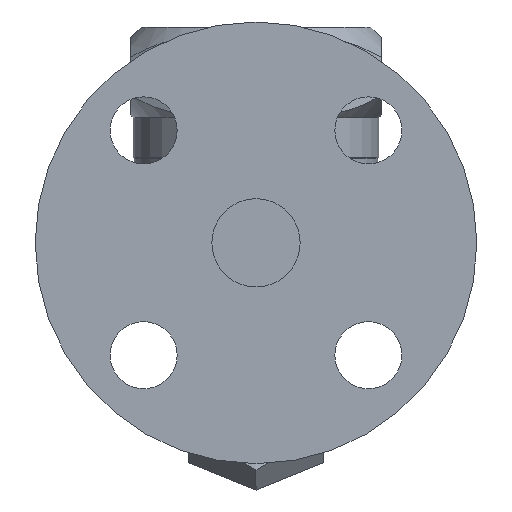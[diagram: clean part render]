
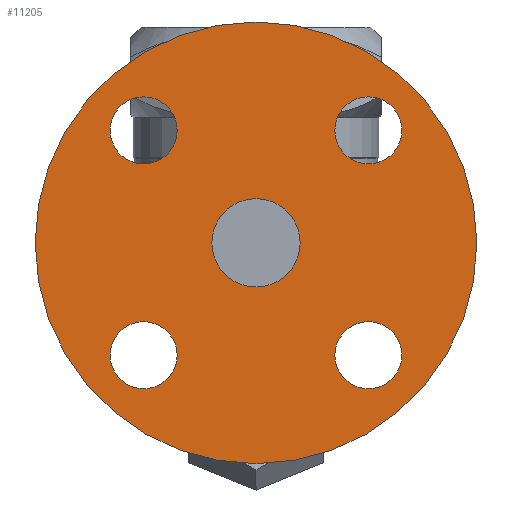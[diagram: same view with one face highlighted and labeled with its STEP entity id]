
A CAD part, left-side view. The second image highlights one B-rep face of the part: STEP entity #11205.
In plain terms, the highlighted planar face has unit normal (-1, 0, 0).
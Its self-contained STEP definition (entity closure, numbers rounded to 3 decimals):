
#105=CARTESIAN_POINT('',(-107.5,0.,-36.5));
#106=VERTEX_POINT('',#105);
#107=CARTESIAN_POINT('',(-107.5,0.0,-24.));
#108=DIRECTION('',(1.0,0.0,0.0));
#109=DIRECTION('',(0.0,0.0,1.0));
#110=AXIS2_PLACEMENT_3D('',#107,#108,#109);
#111=CIRCLE('',#110,12.5);
#112=EDGE_CURVE('',#106,#106,#111,.T.);
#244=CARTESIAN_POINT('',(-107.5,0.,-86.5));
#245=VERTEX_POINT('',#244);
#246=CARTESIAN_POINT('',(-107.5,0.0,-24.));
#247=DIRECTION('',(-1.0,0.0,0.0));
#248=DIRECTION('',(0.0,0.0,1.0));
#249=AXIS2_PLACEMENT_3D('',#246,#247,#248);
#250=CIRCLE('',#249,62.5);
#251=EDGE_CURVE('',#245,#245,#250,.T.);
#267=CARTESIAN_POINT('',(-107.5,-22.32,-55.82));
#268=VERTEX_POINT('',#267);
#269=CARTESIAN_POINT('',(-107.5,-31.82,-55.82));
#270=DIRECTION('',(1.0,0.0,0.0));
#271=DIRECTION('',(0.0,1.0,0.0));
#272=AXIS2_PLACEMENT_3D('',#269,#270,#271);
#273=CIRCLE('',#272,9.5);
#274=EDGE_CURVE('',#268,#268,#273,.T.);
#287=CARTESIAN_POINT('',(-107.5,31.82,-46.32));
#288=VERTEX_POINT('',#287);
#289=CARTESIAN_POINT('',(-107.5,31.82,-55.82));
#290=DIRECTION('',(1.0,0.0,0.0));
#291=DIRECTION('',(0.0,0.0,1.0));
#292=AXIS2_PLACEMENT_3D('',#289,#290,#291);
#293=CIRCLE('',#292,9.5);
#294=EDGE_CURVE('',#288,#288,#293,.T.);
#307=CARTESIAN_POINT('',(-107.5,22.32,7.82));
#308=VERTEX_POINT('',#307);
#309=CARTESIAN_POINT('',(-107.5,31.82,7.82));
#310=DIRECTION('',(1.0,0.0,0.0));
#311=DIRECTION('',(0.0,-1.0,0.0));
#312=AXIS2_PLACEMENT_3D('',#309,#310,#311);
#313=CIRCLE('',#312,9.5);
#314=EDGE_CURVE('',#308,#308,#313,.T.);
#327=CARTESIAN_POINT('',(-107.5,-31.82,-1.68));
#328=VERTEX_POINT('',#327);
#329=CARTESIAN_POINT('',(-107.5,-31.82,7.82));
#330=DIRECTION('',(1.0,0.0,0.0));
#331=DIRECTION('',(0.0,0.0,-1.0));
#332=AXIS2_PLACEMENT_3D('',#329,#330,#331);
#333=CIRCLE('',#332,9.5);
#334=EDGE_CURVE('',#328,#328,#333,.T.);
#11182=CARTESIAN_POINT('',(-107.5,0.0,-36.75));
#11183=DIRECTION('',(-1.0,0.0,0.0));
#11184=DIRECTION('',(0.0,0.0,1.0));
#11185=AXIS2_PLACEMENT_3D('',#11182,#11183,#11184);
#11186=PLANE('',#11185);
#11187=ORIENTED_EDGE('',*,*,#251,.T.);
#11188=EDGE_LOOP('',(#11187));
#11189=FACE_OUTER_BOUND('',#11188,.T.);
#11190=ORIENTED_EDGE('',*,*,#112,.T.);
#11191=EDGE_LOOP('',(#11190));
#11192=FACE_BOUND('',#11191,.T.);
#11193=ORIENTED_EDGE('',*,*,#274,.T.);
#11194=EDGE_LOOP('',(#11193));
#11195=FACE_BOUND('',#11194,.T.);
#11196=ORIENTED_EDGE('',*,*,#294,.T.);
#11197=EDGE_LOOP('',(#11196));
#11198=FACE_BOUND('',#11197,.T.);
#11199=ORIENTED_EDGE('',*,*,#314,.T.);
#11200=EDGE_LOOP('',(#11199));
#11201=FACE_BOUND('',#11200,.T.);
#11202=ORIENTED_EDGE('',*,*,#334,.T.);
#11203=EDGE_LOOP('',(#11202));
#11204=FACE_BOUND('',#11203,.T.);
#11205=ADVANCED_FACE('',(#11189,#11192,#11195,#11198,#11201,#11204),#11186,.T.);
